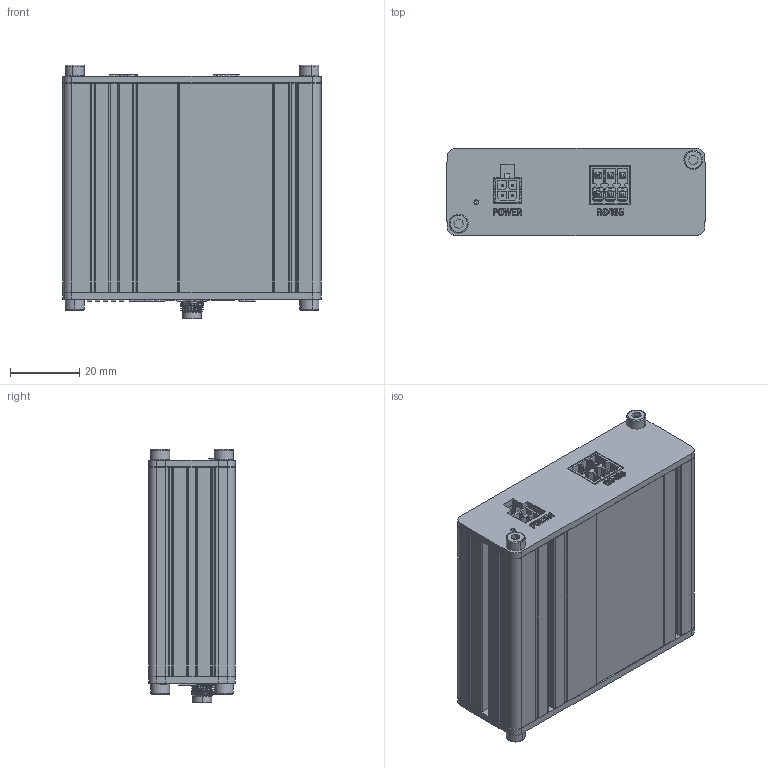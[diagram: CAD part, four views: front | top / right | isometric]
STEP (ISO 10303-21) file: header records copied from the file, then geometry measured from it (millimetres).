
FILE_DESCRIPTION (( 'STEP AP214' ), '1' );
FILE_NAME ('TRB145.STEP', '2019-03-05T08:47:27', ( '' ), ( '' ), 'SwSTEP 2.0', 'SolidWorks 2019', '' );
FILE_SCHEMA (( 'AUTOMOTIVE_DESIGN' ));
Length unit declared in the file: millimetre
Products named in the file (6): TRB145; TRB14x_korpusas_T14XDHS002_v2; TRB140_Rear_Panel_T140DRP002_v2; DIN912_M3x8; TRB145_Front_Panel_T145DFP001_v1; TRB145_04_dummy
Assembly tree (8 placements, depth 2):
  TRB145
    TRB14x_korpusas_T14XDHS002_v2
    DIN912_M3x8  x4
    TRB140_Rear_Panel_T140DRP002_v2
    TRB145_Front_Panel_T145DFP001_v1
    TRB145_04_dummy
Bounding box: 74.5 x 25 x 73.1 mm (x, y, z)
Volume: 37203.1 mm3; surface area: 54369.5 mm2
Topology: 7 solids, 27 shells, 3906 faces, 11110 edges, 7253 vertices
Faces by surface type: plane 2406, cylinder 813, bspline 535, cone 103, torus 45, sphere 4
Entity records: 185608 total; most frequent: CARTESIAN_POINT 57018, ORIENTED_EDGE 21654, DIRECTION 14629, EDGE_CURVE 10935, VERTEX_POINT 7160, VECTOR 6039, LINE 6039, AXIS2_PLACEMENT_3D 4295
